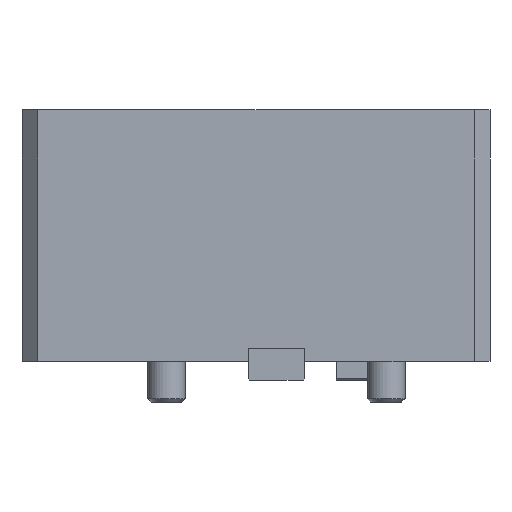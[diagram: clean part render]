
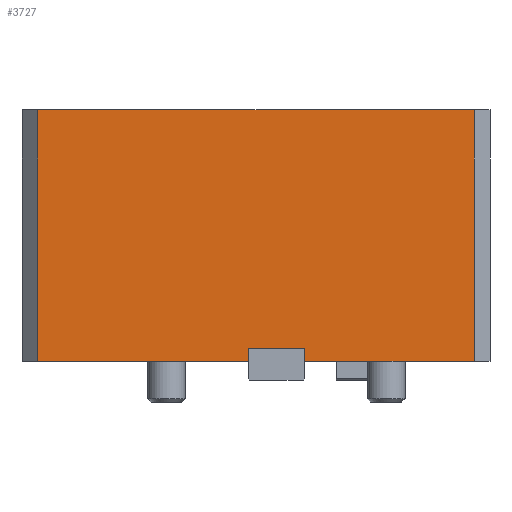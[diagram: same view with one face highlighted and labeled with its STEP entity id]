
A CAD part, front view. The second image highlights one B-rep face of the part: STEP entity #3727.
In plain terms, the highlighted planar face has unit normal (0, -1, 0).
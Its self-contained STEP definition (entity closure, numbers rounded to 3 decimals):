
#506=LINE('',#25401,#756);
#567=LINE('',#25820,#817);
#580=LINE('',#25843,#830);
#591=LINE('',#25865,#841);
#626=LINE('',#26137,#876);
#627=LINE('',#26139,#877);
#628=LINE('',#26140,#878);
#629=LINE('',#26141,#879);
#756=VECTOR('',#4352,10.);
#817=VECTOR('',#4807,10.);
#830=VECTOR('',#4822,10.);
#841=VECTOR('',#4837,10.);
#876=VECTOR('',#4932,10.);
#877=VECTOR('',#4933,10.);
#878=VECTOR('',#4934,10.);
#879=VECTOR('',#4935,10.);
#1001=PLANE('',#4065);
#1192=FACE_OUTER_BOUND('',#1525,.T.);
#1525=EDGE_LOOP('',(#3075,#3076,#3077,#3078,#3079,#3080,#3081,#3082));
#1763=VERTEX_POINT('',#25398);
#1764=VERTEX_POINT('',#25400);
#1895=VERTEX_POINT('',#25816);
#1897=VERTEX_POINT('',#25819);
#1903=VERTEX_POINT('',#25834);
#1915=VERTEX_POINT('',#25863);
#1953=VERTEX_POINT('',#26136);
#1954=VERTEX_POINT('',#26138);
#2130=EDGE_CURVE('',#1764,#1763,#506,.T.);
#2281=EDGE_CURVE('',#1895,#1897,#567,.T.);
#2294=EDGE_CURVE('',#1764,#1903,#580,.T.);
#2305=EDGE_CURVE('',#1763,#1915,#591,.T.);
#2362=EDGE_CURVE('',#1953,#1895,#626,.T.);
#2363=EDGE_CURVE('',#1954,#1953,#627,.T.);
#2364=EDGE_CURVE('',#1903,#1954,#628,.T.);
#2365=EDGE_CURVE('',#1915,#1897,#629,.T.);
#3075=ORIENTED_EDGE('',*,*,#2362,.F.);
#3076=ORIENTED_EDGE('',*,*,#2363,.F.);
#3077=ORIENTED_EDGE('',*,*,#2364,.F.);
#3078=ORIENTED_EDGE('',*,*,#2294,.F.);
#3079=ORIENTED_EDGE('',*,*,#2130,.T.);
#3080=ORIENTED_EDGE('',*,*,#2305,.T.);
#3081=ORIENTED_EDGE('',*,*,#2365,.T.);
#3082=ORIENTED_EDGE('',*,*,#2281,.F.);
#3727=ADVANCED_FACE('',(#1192),#1001,.T.);
#4065=AXIS2_PLACEMENT_3D('',#26135,#4930,#4931);
#4352=DIRECTION('',(0.,0.,1.));
#4807=DIRECTION('',(-1.,0.,0.));
#4822=DIRECTION('',(-1.,0.,0.));
#4837=DIRECTION('',(1.,0.,0.));
#4930=DIRECTION('center_axis',(0.,-1.,0.));
#4931=DIRECTION('ref_axis',(1.,0.,0.));
#4932=DIRECTION('',(0.,0.,-1.));
#4933=DIRECTION('',(1.,0.,0.));
#4934=DIRECTION('',(0.,0.,1.));
#4935=DIRECTION('',(0.,0.,-1.));
#25398=CARTESIAN_POINT('',(-9.,-48.,4.));
#25400=CARTESIAN_POINT('',(-9.,-48.,0.));
#25401=CARTESIAN_POINT('',(-9.,-48.,0.));
#25816=CARTESIAN_POINT('',(63.,-48.,0.));
#25819=CARTESIAN_POINT('',(9.,-48.,0.));
#25820=CARTESIAN_POINT('',(68.,-48.,0.));
#25834=CARTESIAN_POINT('',(-76.,-48.,0.));
#25843=CARTESIAN_POINT('',(68.,-48.,0.));
#25863=CARTESIAN_POINT('',(9.,-48.,4.));
#25865=CARTESIAN_POINT('',(-40.5,-48.,4.));
#26135=CARTESIAN_POINT('Origin',(-81.,-48.,0.));
#26136=CARTESIAN_POINT('',(63.,-48.,80.));
#26137=CARTESIAN_POINT('',(63.,-48.,0.));
#26138=CARTESIAN_POINT('',(-76.,-48.,80.));
#26139=CARTESIAN_POINT('',(68.,-48.,80.));
#26140=CARTESIAN_POINT('',(-76.,-48.,0.));
#26141=CARTESIAN_POINT('',(9.,-48.,0.));
